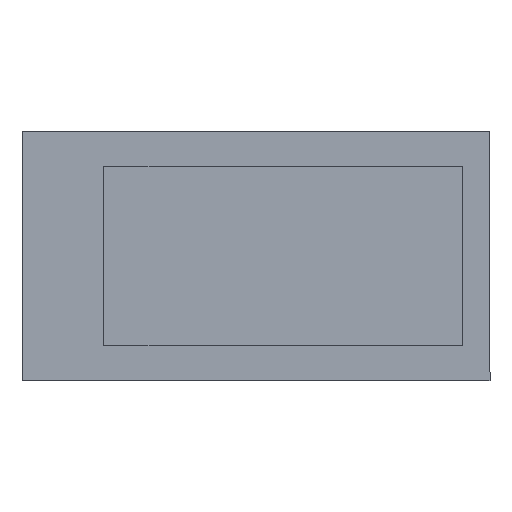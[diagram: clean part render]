
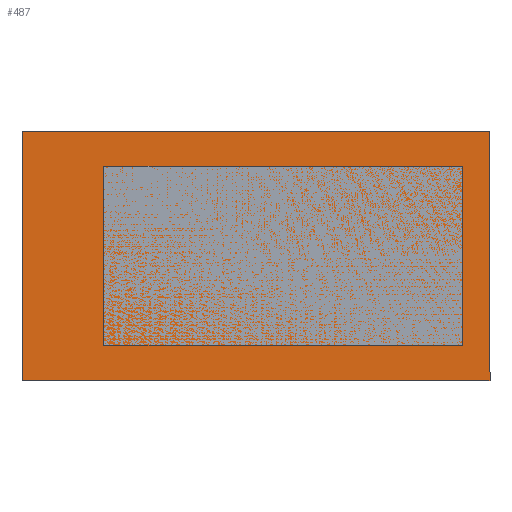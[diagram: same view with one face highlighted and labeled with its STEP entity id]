
A CAD part, top view. The second image highlights one B-rep face of the part: STEP entity #487.
In plain terms, the highlighted planar face has unit normal (0, 0, 1).
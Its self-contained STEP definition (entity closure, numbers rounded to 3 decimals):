
#30 = DIRECTION ( 'NONE',  ( 1., 0., 0. ) ) ;
#100 = CARTESIAN_POINT ( 'NONE',  ( -1.675, 0.8, 0. ) ) ;
#118 = CARTESIAN_POINT ( 'NONE',  ( -1.675, -0.8, 0. ) ) ;
#122 = DIRECTION ( 'NONE',  ( 0., 1., 0. ) ) ;
#138 = CARTESIAN_POINT ( 'NONE',  ( 1.325, -0.8, 0. ) ) ;
#153 = LINE ( 'NONE', #461, #962 ) ;
#193 = AXIS2_PLACEMENT_3D ( 'NONE', #878, #575, #783 ) ;
#214 = DIRECTION ( 'NONE',  ( 0., -1., 0. ) ) ;
#234 = CARTESIAN_POINT ( 'NONE',  ( 1.325, 0.8, 0. ) ) ;
#312 = CARTESIAN_POINT ( 'NONE',  ( -1.675, -0.8, 0. ) ) ;
#331 = VECTOR ( 'NONE', #214, 1000. ) ;
#391 = ORIENTED_EDGE ( 'NONE', *, *, #531, .T. ) ;
#424 = ORIENTED_EDGE ( 'NONE', *, *, #473, .T. ) ;
#461 = CARTESIAN_POINT ( 'NONE',  ( -1.675, -0.8, 0. ) ) ;
#473 = EDGE_CURVE ( 'NONE', #1125, #1012, #535, .T. ) ;
#477 = CARTESIAN_POINT ( 'NONE',  ( 1.325, -0.8, 0. ) ) ;
#487 = ADVANCED_FACE ( 'NONE', ( #1274 ), #1298, .T. ) ;
#513 = LINE ( 'NONE', #138, #849 ) ;
#531 = EDGE_CURVE ( 'NONE', #1027, #1292, #153, .T. ) ;
#535 = LINE ( 'NONE', #980, #1305 ) ;
#575 = DIRECTION ( 'NONE',  ( 0., 0., 1. ) ) ;
#757 = ORIENTED_EDGE ( 'NONE', *, *, #1044, .T. ) ;
#783 = DIRECTION ( 'NONE',  ( 0., 1., 0. ) ) ;
#849 = VECTOR ( 'NONE', #122, 1000. ) ;
#878 = CARTESIAN_POINT ( 'NONE',  ( -0.175, 0., 0. ) ) ;
#884 = DIRECTION ( 'NONE',  ( -1., 0., 0. ) ) ;
#915 = ORIENTED_EDGE ( 'NONE', *, *, #1166, .T. ) ;
#962 = VECTOR ( 'NONE', #30, 1000. ) ;
#980 = CARTESIAN_POINT ( 'NONE',  ( -1.675, 0.8, 0. ) ) ;
#1012 = VERTEX_POINT ( 'NONE', #100 ) ;
#1027 = VERTEX_POINT ( 'NONE', #118 ) ;
#1044 = EDGE_CURVE ( 'NONE', #1012, #1027, #1088, .T. ) ;
#1080 = EDGE_LOOP ( 'NONE', ( #391, #915, #424, #757 ) ) ;
#1088 = LINE ( 'NONE', #312, #331 ) ;
#1125 = VERTEX_POINT ( 'NONE', #234 ) ;
#1166 = EDGE_CURVE ( 'NONE', #1292, #1125, #513, .T. ) ;
#1274 = FACE_OUTER_BOUND ( 'NONE', #1080, .T. ) ;
#1292 = VERTEX_POINT ( 'NONE', #477 ) ;
#1298 = PLANE ( 'NONE',  #193 ) ;
#1305 = VECTOR ( 'NONE', #884, 1000. ) ;
